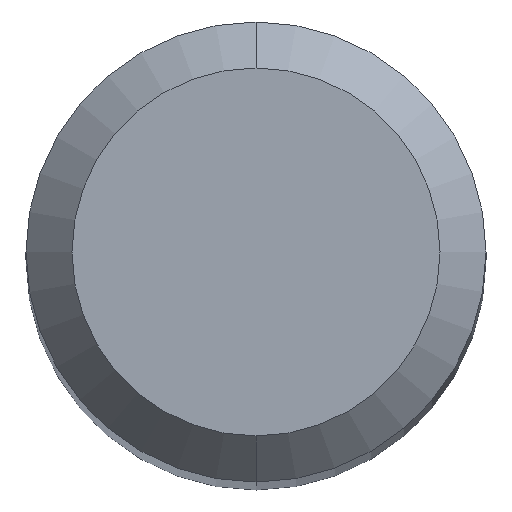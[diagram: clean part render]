
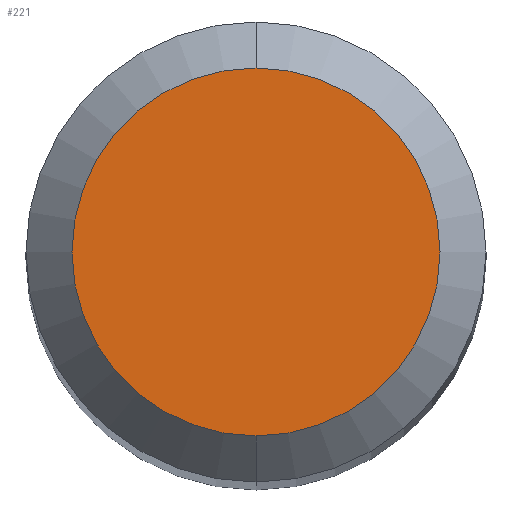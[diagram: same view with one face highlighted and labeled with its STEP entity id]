
A CAD part, top view. The second image highlights one B-rep face of the part: STEP entity #221.
In plain terms, the highlighted planar face has unit normal (0, 0, 1).
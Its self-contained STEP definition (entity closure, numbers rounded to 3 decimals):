
#221=ADVANCED_FACE('',(#532),#533,.T.);
#341=EDGE_CURVE('',#437,#427,#669,.T.);
#361=EDGE_CURVE('',#427,#437,#691,.T.);
#427=VERTEX_POINT('',#761);
#437=VERTEX_POINT('',#773);
#532=FACE_OUTER_BOUND('',#944,.T.);
#533=PLANE('',#945);
#669=CIRCLE('',#1178,1.2);
#691=CIRCLE('',#1234,1.2);
#761=CARTESIAN_POINT('',(0.,-1.2,0.0));
#773=CARTESIAN_POINT('',(0.0,1.2,0.0));
#944=EDGE_LOOP('',(#1486,#1487));
#945=AXIS2_PLACEMENT_3D('',#1488,#1489,#1490);
#1178=AXIS2_PLACEMENT_3D('',#1665,#1666,#1667);
#1234=AXIS2_PLACEMENT_3D('',#1693,#1694,#1695);
#1486=ORIENTED_EDGE('',*,*,#341,.F.);
#1487=ORIENTED_EDGE('',*,*,#361,.F.);
#1488=CARTESIAN_POINT('',(0.0,0.6,0.0));
#1489=DIRECTION('',(-0.0,0.0,1.0));
#1490=DIRECTION('',(0.0,-1.0,0.0));
#1665=CARTESIAN_POINT('',(0.0,0.0,0.0));
#1666=DIRECTION('',(0.0,0.0,-1.0));
#1667=DIRECTION('',(0.0,1.0,0.0));
#1693=CARTESIAN_POINT('',(0.0,0.0,0.0));
#1694=DIRECTION('',(0.0,0.0,-1.0));
#1695=DIRECTION('',(0.0,1.0,0.0));
